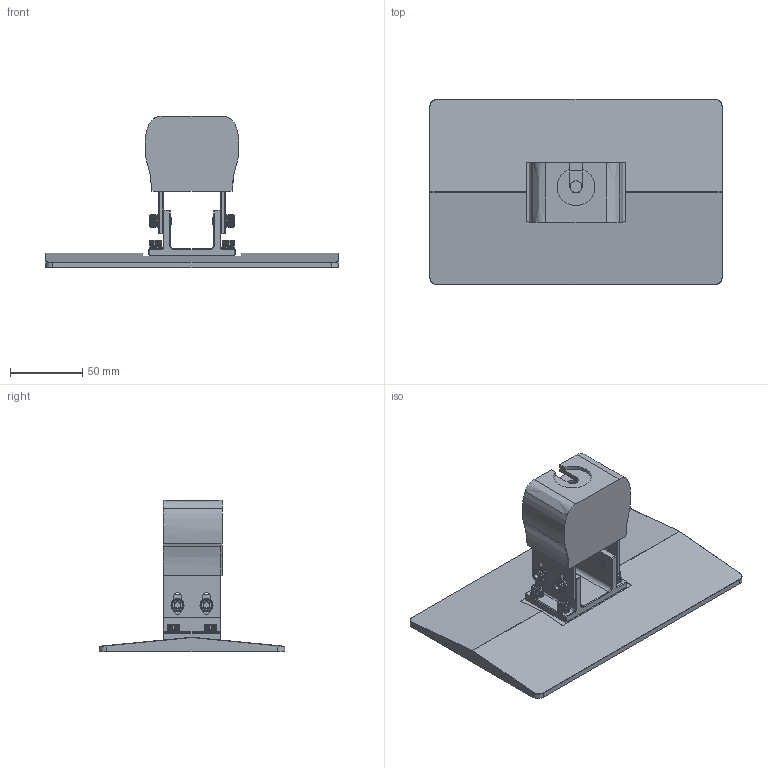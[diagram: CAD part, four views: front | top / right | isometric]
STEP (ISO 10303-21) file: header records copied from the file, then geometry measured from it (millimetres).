
FILE_DESCRIPTION(/* description */ (''),/* implementation_level */ '2;1');
FILE_NAME(/* name */ 's4u v23.step',/* time_stamp */ '2024-09-13T21:03:44+02:00',/* author */ (''),/* organization */ (''),/* preprocessor_version */ 'ST-DEVELOPER v20',/* originating_system */ 'Autodesk Translation Framework v13.14.0.145',/* authorisation */ '');
FILE_SCHEMA (('AUTOMOTIVE_DESIGN { 1 0 10303 214 3 1 1 }'));
Length unit declared in the file: millimetre
Products named in the file (11): s4u; Build plate; screws_washers; 90843A32; 98689A114_GENERAL PURPOSE 18-8 STAINLESS STEEL WASHER(Mirror); 90843A32(Mirror) (1); 90843A32(Mirror); 98689A114_GENERAL PURPOSE 18-8 STAINLESS STEEL WASHER(Mirror) (1); 98689A114_GENERAL PURPOSE 18-8 STAINLESS STEEL WASHER; mount; mount_top
Assembly tree (20 placements, depth 4):
  s4u
    Build plate
      screws_washers
        90843A32  x4
        98689A114_GENERAL PURPOSE 18-8 STAINLESS STEEL WASHER(Mirror) (1)  x2
        98689A114_GENERAL PURPOSE 18-8 STAINLESS STEEL WASHER  x4
        90843A32(Mirror)  x2
        98689A114_GENERAL PURPOSE 18-8 STAINLESS STEEL WASHER(Mirror)  x2
        90843A32(Mirror) (1)  x2
    mount
    mount_top
Bounding box: 202 x 128 x 104.6 mm (x, y, z)
Volume: 275299.2 mm3; surface area: 108310.1 mm2
Topology: 21 solids, 21 shells, 1305 faces, 3458 edges, 2232 vertices
Faces by surface type: plane 655, cylinder 508, cone 82, bspline 52, torus 8
Full cylindrical faces by diameter (mm): 3.4 x4, 3.961 x88, 4.5 x2, 5 x96, 5.3 x8, 5.7 x2, 7.65 x8, 8 x2, 9 x8
Entity records: 30556 total; most frequent: CARTESIAN_POINT 14155, ORIENTED_EDGE 3596, DIRECTION 3042, EDGE_CURVE 1798, VERTEX_POINT 1147, AXIS2_PLACEMENT_3D 1087, LINE 868, VECTOR 868
